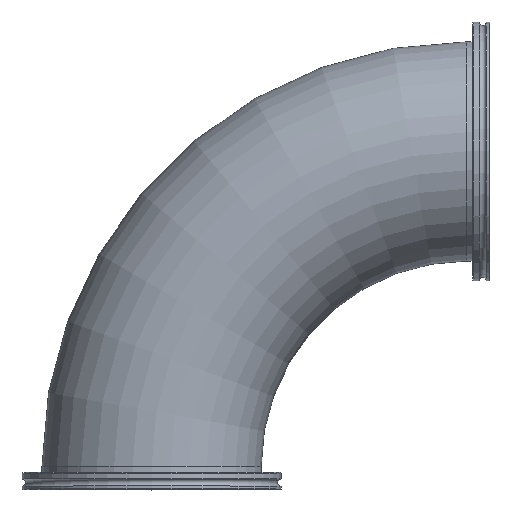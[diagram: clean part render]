
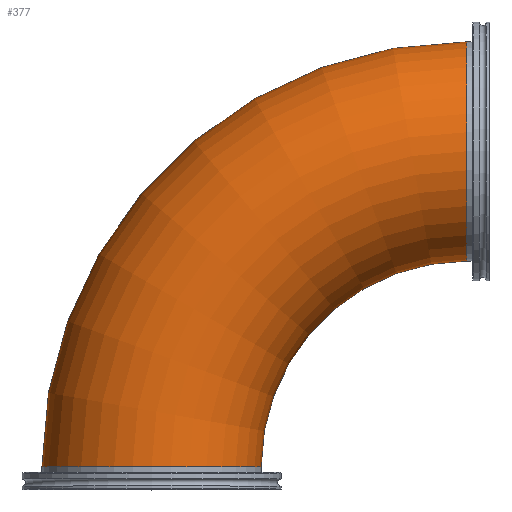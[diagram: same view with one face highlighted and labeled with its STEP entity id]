
A CAD part, top view. The second image highlights one B-rep face of the part: STEP entity #377.
In plain terms, the highlighted toroidal (fillet/blend) face has major radius 219.2 mm and minor radius 76.2 mm.
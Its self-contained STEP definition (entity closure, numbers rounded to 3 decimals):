
#48=TOROIDAL_SURFACE('',#463,219.2,76.2);
#54=FACE_OUTER_BOUND('',#76,.T.);
#76=EDGE_LOOP('',(#278,#279,#280,#281,#282,#283));
#133=CIRCLE('',#461,76.2);
#134=CIRCLE('',#462,76.2);
#135=CIRCLE('',#464,143.);
#136=CIRCLE('',#465,76.2);
#137=CIRCLE('',#466,76.2);
#173=VERTEX_POINT('',#689);
#174=VERTEX_POINT('',#691);
#175=VERTEX_POINT('',#695);
#176=VERTEX_POINT('',#697);
#215=EDGE_CURVE('',#173,#174,#133,.T.);
#216=EDGE_CURVE('',#174,#173,#134,.T.);
#217=EDGE_CURVE('',#174,#175,#135,.T.);
#218=EDGE_CURVE('',#175,#176,#136,.T.);
#219=EDGE_CURVE('',#176,#175,#137,.T.);
#278=ORIENTED_EDGE('',*,*,#215,.F.);
#279=ORIENTED_EDGE('',*,*,#216,.F.);
#280=ORIENTED_EDGE('',*,*,#217,.T.);
#281=ORIENTED_EDGE('',*,*,#218,.T.);
#282=ORIENTED_EDGE('',*,*,#219,.T.);
#283=ORIENTED_EDGE('',*,*,#217,.F.);
#377=ADVANCED_FACE('',(#54),#48,.T.);
#461=AXIS2_PLACEMENT_3D('',#692,#547,#548);
#462=AXIS2_PLACEMENT_3D('',#693,#549,#550);
#463=AXIS2_PLACEMENT_3D('',#694,#551,#552);
#464=AXIS2_PLACEMENT_3D('',#696,#553,#554);
#465=AXIS2_PLACEMENT_3D('',#698,#555,#556);
#466=AXIS2_PLACEMENT_3D('',#699,#557,#558);
#547=DIRECTION('center_axis',(1.,0.,0.));
#548=DIRECTION('ref_axis',(0.,-1.,0.));
#549=DIRECTION('center_axis',(1.,0.,0.));
#550=DIRECTION('ref_axis',(0.,-1.,0.));
#551=DIRECTION('center_axis',(0.,0.,-1.));
#552=DIRECTION('ref_axis',(-1.,0.,0.));
#553=DIRECTION('center_axis',(0.,0.,1.));
#554=DIRECTION('ref_axis',(-1.,0.,0.));
#555=DIRECTION('center_axis',(0.,1.,0.));
#556=DIRECTION('ref_axis',(1.,0.,0.));
#557=DIRECTION('center_axis',(0.,1.,0.));
#558=DIRECTION('ref_axis',(1.,0.,0.));
#689=CARTESIAN_POINT('',(-16.,311.4,0.));
#691=CARTESIAN_POINT('',(-16.,159.,0.));
#692=CARTESIAN_POINT('Origin',(-16.,235.2,0.));
#693=CARTESIAN_POINT('Origin',(-16.,235.2,0.));
#694=CARTESIAN_POINT('Origin',(-16.,16.,0.));
#695=CARTESIAN_POINT('',(-159.,16.,0.));
#696=CARTESIAN_POINT('Origin',(-16.,16.,0.));
#697=CARTESIAN_POINT('',(-311.4,16.,0.));
#698=CARTESIAN_POINT('Origin',(-235.2,16.,0.));
#699=CARTESIAN_POINT('Origin',(-235.2,16.,0.));
